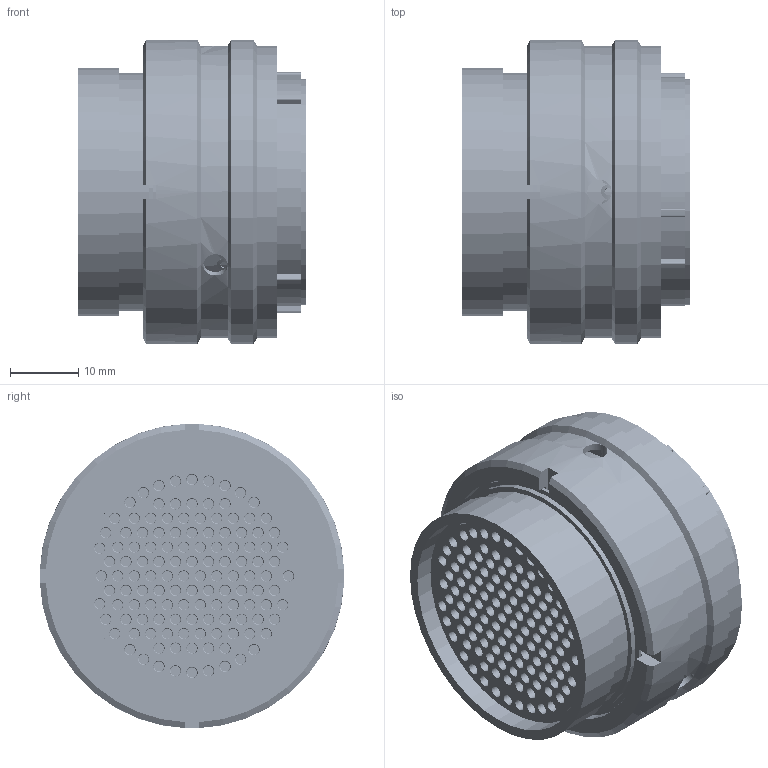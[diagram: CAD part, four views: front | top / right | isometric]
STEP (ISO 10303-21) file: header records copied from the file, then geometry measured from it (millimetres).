
FILE_DESCRIPTION (( 'STEP AP214' ), '1' );
FILE_NAME ('AS624-35PA.STEP', '2022-02-09T16:04:10', ( '' ), ( '' ), 'SwSTEP 2.0', 'SolidWorks 2020', '' );
FILE_SCHEMA (( 'AUTOMOTIVE_DESIGN' ));
Length unit declared in the file: millimetre
Products named in the file (1): AS624-35PA
Bounding box: 33.37 x 44.5 x 44.5 mm (x, y, z)
Volume: 23575 mm3; surface area: 31092.8 mm2
Topology: 266 solids, 266 shells, 6102 faces, 13698 edges, 8518 vertices
Faces by surface type: cylinder 1921, torus 1796, plane 1587, cone 778, bspline 12, sphere 8
Entity records: 253477 total; most frequent: CARTESIAN_POINT 45003, DIRECTION 31211, ORIENTED_EDGE 27356, AXIS2_PLACEMENT_3D 14005, EDGE_CURVE 13678, VERTEX_POINT 8506, CIRCLE 7918, EDGE_LOOP 7274
